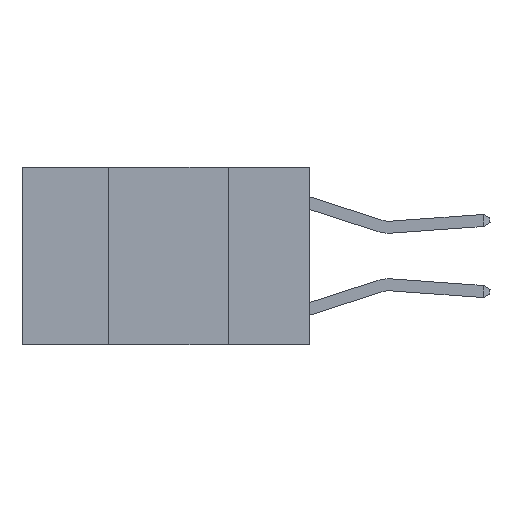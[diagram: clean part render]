
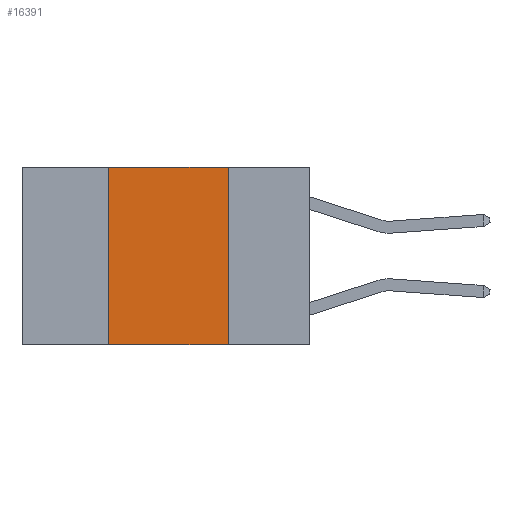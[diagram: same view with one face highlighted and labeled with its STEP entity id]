
A CAD part, left-side view. The second image highlights one B-rep face of the part: STEP entity #16391.
In plain terms, the highlighted planar face has unit normal (-1, 0, 0).
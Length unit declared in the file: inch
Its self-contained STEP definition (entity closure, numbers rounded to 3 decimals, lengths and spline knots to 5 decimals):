
#869 = ORIENTED_EDGE ( 'NONE', *, *, #9463, .F. ) ;
#1733 = ORIENTED_EDGE ( 'NONE', *, *, #13318, .T. ) ;
#2367 = DIRECTION ( 'NONE',  ( 0., 0., -1. ) ) ;
#2457 = VECTOR ( 'NONE', #8244, 39.37008 ) ;
#3116 = DIRECTION ( 'NONE',  ( 0., 0., 1. ) ) ;
#4569 = VERTEX_POINT ( 'NONE', #7903 ) ;
#4717 = LINE ( 'NONE', #8716, #2457 ) ;
#5999 = VERTEX_POINT ( 'NONE', #8876 ) ;
#7902 = EDGE_LOOP ( 'NONE', ( #21700, #11210, #869, #1733 ) ) ;
#7903 = CARTESIAN_POINT ( 'NONE',  ( 0., 0.17, -0.37 ) ) ;
#8244 = DIRECTION ( 'NONE',  ( 0., -1., 0. ) ) ;
#8350 = LINE ( 'NONE', #16760, #12865 ) ;
#8432 = CARTESIAN_POINT ( 'NONE',  ( 0., 0.6, 0. ) ) ;
#8671 = FACE_OUTER_BOUND ( 'NONE', #7902, .T. ) ;
#8716 = CARTESIAN_POINT ( 'NONE',  ( 0., 0.6, 0. ) ) ;
#8876 = CARTESIAN_POINT ( 'NONE',  ( 0., 0.42, 0. ) ) ;
#9463 = EDGE_CURVE ( 'NONE', #10325, #5999, #8350, .T. ) ;
#9836 = CARTESIAN_POINT ( 'NONE',  ( 0., 0.6, -0.37 ) ) ;
#10135 = PLANE ( 'NONE',  #12602 ) ;
#10325 = VERTEX_POINT ( 'NONE', #12863 ) ;
#10359 = DIRECTION ( 'NONE',  ( 0., 0., -1. ) ) ;
#10784 = LINE ( 'NONE', #17938, #10840 ) ;
#10840 = VECTOR ( 'NONE', #2367, 39.37008 ) ;
#11210 = ORIENTED_EDGE ( 'NONE', *, *, #20097, .F. ) ;
#11553 = LINE ( 'NONE', #9836, #21474 ) ;
#11782 = DIRECTION ( 'NONE',  ( 0., -1., 0. ) ) ;
#12602 = AXIS2_PLACEMENT_3D ( 'NONE', #8432, #15373, #10359 ) ;
#12863 = CARTESIAN_POINT ( 'NONE',  ( 0., 0.42, -0.37 ) ) ;
#12865 = VECTOR ( 'NONE', #3116, 39.37008 ) ;
#13318 = EDGE_CURVE ( 'NONE', #10325, #4569, #11553, .T. ) ;
#13728 = VERTEX_POINT ( 'NONE', #22148 ) ;
#15373 = DIRECTION ( 'NONE',  ( 1., 0., 0. ) ) ;
#16391 = ADVANCED_FACE ( 'NONE', ( #8671 ), #10135, .F. ) ;
#16760 = CARTESIAN_POINT ( 'NONE',  ( 0., 0.42, 0. ) ) ;
#17938 = CARTESIAN_POINT ( 'NONE',  ( 0., 0.17, 0. ) ) ;
#20097 = EDGE_CURVE ( 'NONE', #5999, #13728, #4717, .T. ) ;
#21182 = EDGE_CURVE ( 'NONE', #13728, #4569, #10784, .T. ) ;
#21474 = VECTOR ( 'NONE', #11782, 39.37008 ) ;
#21700 = ORIENTED_EDGE ( 'NONE', *, *, #21182, .F. ) ;
#22148 = CARTESIAN_POINT ( 'NONE',  ( 0., 0.17, 0. ) ) ;
